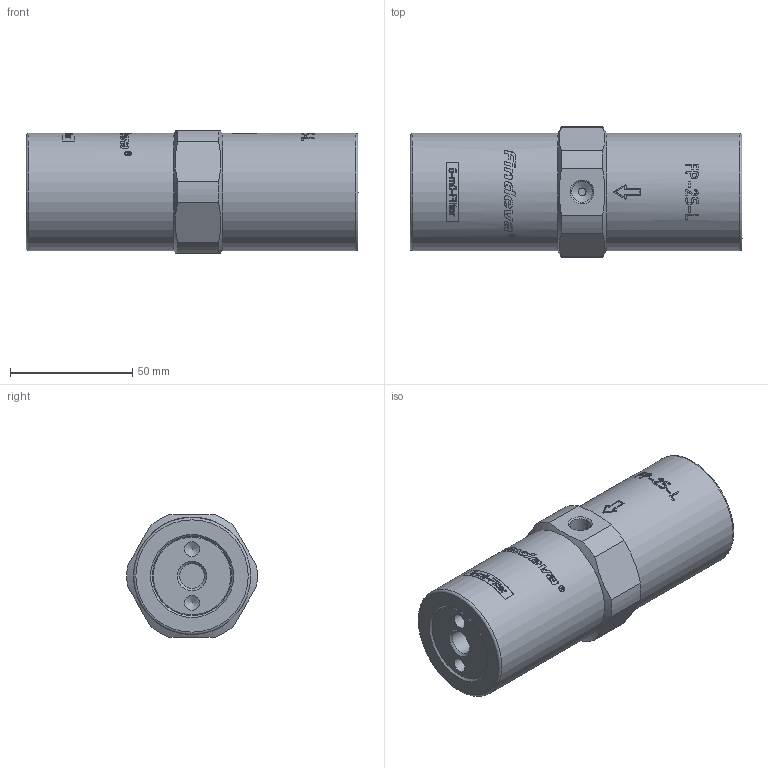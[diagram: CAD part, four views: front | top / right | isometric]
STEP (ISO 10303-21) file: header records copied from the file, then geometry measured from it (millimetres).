
FILE_DESCRIPTION((''),'2;1');
FILE_NAME('9025-30-M.stp','2012-04-02T23:12:06',('Petr'),(''),'Autodesk Inventor 2011','Autodesk Inventor 2011','');
FILE_SCHEMA(('CONFIG_CONTROL_DESIGN'));
Length unit declared in the file: millimetre
Products named in the file (1): 9025-30-M
Bounding box: 136 x 53.46 x 50 mm (x, y, z)
Volume: 246726 mm3; surface area: 26721.5 mm2
Topology: 1 solids, 1 shells, 442 faces, 1177 edges, 782 vertices
Faces by surface type: bspline 185, plane 184, cylinder 57, cone 14, torus 2
Full cylindrical faces by diameter (mm): 3.2 x1, 6.2 x4, 8.566 x1, 10.106 x1, 11.445 x1, 48 x2
Entity records: 46583 total; most frequent: CARTESIAN_POINT 36859, ORIENTED_EDGE 2276, DIRECTION 1277, EDGE_CURVE 1138, VERTEX_POINT 769, B_SPLINE_CURVE_WITH_KNOTS 527, EDGE_LOOP 513, FACE_OUTER_BOUND 442
